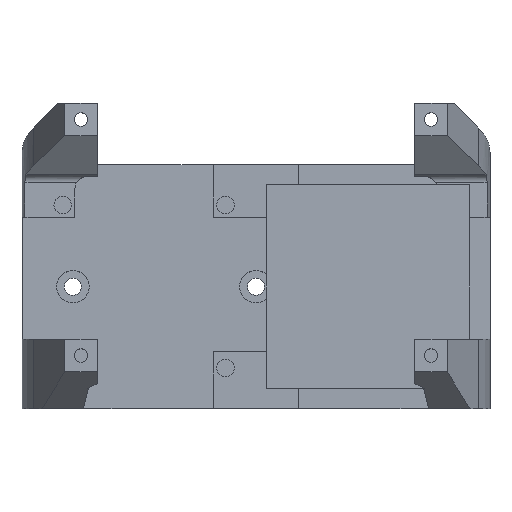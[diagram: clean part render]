
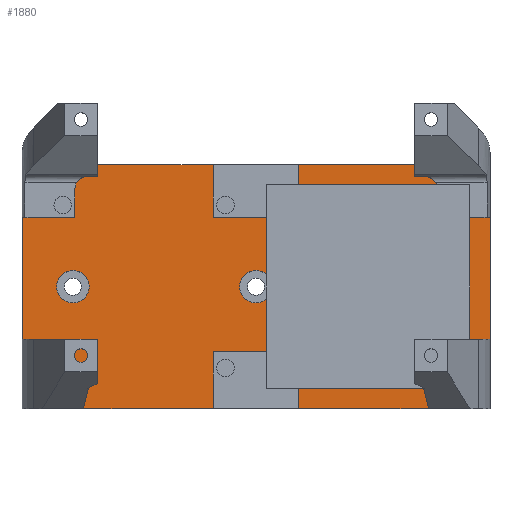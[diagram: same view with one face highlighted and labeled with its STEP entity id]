
A CAD part, top view. The second image highlights one B-rep face of the part: STEP entity #1880.
In plain terms, the highlighted planar face has unit normal (0, 0, 1).
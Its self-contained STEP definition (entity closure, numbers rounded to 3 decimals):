
#67=FACE_BOUND('',#260,.T.);
#68=FACE_BOUND('',#261,.T.);
#69=FACE_BOUND('',#262,.T.);
#90=CIRCLE('',#2003,4.);
#92=CIRCLE('',#2007,4.);
#94=CIRCLE('',#2011,4.);
#96=CIRCLE('',#2015,3.);
#97=CIRCLE('',#2016,3.);
#146=FACE_OUTER_BOUND('',#259,.T.);
#259=EDGE_LOOP('',(#1284,#1285,#1286,#1287,#1288,#1289,#1290,#1291,#1292,
#1293,#1294,#1295,#1296,#1297,#1298,#1299,#1300,#1301,#1302,#1303,#1304,
#1305,#1306,#1307,#1308,#1309,#1310,#1311,#1312,#1313));
#260=EDGE_LOOP('',(#1314));
#261=EDGE_LOOP('',(#1315));
#262=EDGE_LOOP('',(#1316));
#383=LINE('',#2757,#593);
#384=LINE('',#2759,#594);
#385=LINE('',#2761,#595);
#386=LINE('',#2763,#596);
#387=LINE('',#2765,#597);
#388=LINE('',#2767,#598);
#389=LINE('',#2769,#599);
#390=LINE('',#2771,#600);
#391=LINE('',#2773,#601);
#392=LINE('',#2777,#602);
#393=LINE('',#2779,#603);
#394=LINE('',#2781,#604);
#395=LINE('',#2783,#605);
#396=LINE('',#2785,#606);
#397=LINE('',#2787,#607);
#398=LINE('',#2789,#608);
#399=LINE('',#2791,#609);
#400=LINE('',#2793,#610);
#401=LINE('',#2797,#611);
#402=LINE('',#2799,#612);
#403=LINE('',#2801,#613);
#404=LINE('',#2803,#614);
#405=LINE('',#2805,#615);
#406=LINE('',#2807,#616);
#407=LINE('',#2809,#617);
#408=LINE('',#2811,#618);
#409=LINE('',#2813,#619);
#410=LINE('',#2814,#620);
#593=VECTOR('',#2217,10.);
#594=VECTOR('',#2218,10.);
#595=VECTOR('',#2219,10.);
#596=VECTOR('',#2220,10.);
#597=VECTOR('',#2221,10.);
#598=VECTOR('',#2222,10.);
#599=VECTOR('',#2223,10.);
#600=VECTOR('',#2224,10.);
#601=VECTOR('',#2225,10.);
#602=VECTOR('',#2228,10.);
#603=VECTOR('',#2229,10.);
#604=VECTOR('',#2230,10.);
#605=VECTOR('',#2231,10.);
#606=VECTOR('',#2232,10.);
#607=VECTOR('',#2233,10.);
#608=VECTOR('',#2234,10.);
#609=VECTOR('',#2235,10.);
#610=VECTOR('',#2236,10.);
#611=VECTOR('',#2239,10.);
#612=VECTOR('',#2240,10.);
#613=VECTOR('',#2241,10.);
#614=VECTOR('',#2242,10.);
#615=VECTOR('',#2243,10.);
#616=VECTOR('',#2244,10.);
#617=VECTOR('',#2245,10.);
#618=VECTOR('',#2246,10.);
#619=VECTOR('',#2247,10.);
#620=VECTOR('',#2248,10.);
#803=VERTEX_POINT('',#2734);
#805=VERTEX_POINT('',#2741);
#807=VERTEX_POINT('',#2748);
#809=VERTEX_POINT('',#2755);
#810=VERTEX_POINT('',#2756);
#811=VERTEX_POINT('',#2758);
#812=VERTEX_POINT('',#2760);
#813=VERTEX_POINT('',#2762);
#814=VERTEX_POINT('',#2764);
#815=VERTEX_POINT('',#2766);
#816=VERTEX_POINT('',#2768);
#817=VERTEX_POINT('',#2770);
#818=VERTEX_POINT('',#2772);
#819=VERTEX_POINT('',#2774);
#820=VERTEX_POINT('',#2776);
#821=VERTEX_POINT('',#2778);
#822=VERTEX_POINT('',#2780);
#823=VERTEX_POINT('',#2782);
#824=VERTEX_POINT('',#2784);
#825=VERTEX_POINT('',#2786);
#826=VERTEX_POINT('',#2788);
#827=VERTEX_POINT('',#2790);
#828=VERTEX_POINT('',#2792);
#829=VERTEX_POINT('',#2794);
#830=VERTEX_POINT('',#2796);
#831=VERTEX_POINT('',#2798);
#832=VERTEX_POINT('',#2800);
#833=VERTEX_POINT('',#2802);
#834=VERTEX_POINT('',#2804);
#835=VERTEX_POINT('',#2806);
#836=VERTEX_POINT('',#2808);
#837=VERTEX_POINT('',#2810);
#838=VERTEX_POINT('',#2812);
#986=EDGE_CURVE('',#803,#803,#90,.T.);
#989=EDGE_CURVE('',#805,#805,#92,.T.);
#992=EDGE_CURVE('',#807,#807,#94,.T.);
#995=EDGE_CURVE('',#809,#810,#383,.T.);
#996=EDGE_CURVE('',#810,#811,#384,.T.);
#997=EDGE_CURVE('',#811,#812,#385,.T.);
#998=EDGE_CURVE('',#812,#813,#386,.T.);
#999=EDGE_CURVE('',#813,#814,#387,.T.);
#1000=EDGE_CURVE('',#814,#815,#388,.T.);
#1001=EDGE_CURVE('',#815,#816,#389,.T.);
#1002=EDGE_CURVE('',#816,#817,#390,.T.);
#1003=EDGE_CURVE('',#817,#818,#391,.T.);
#1004=EDGE_CURVE('',#818,#819,#96,.T.);
#1005=EDGE_CURVE('',#819,#820,#392,.T.);
#1006=EDGE_CURVE('',#820,#821,#393,.T.);
#1007=EDGE_CURVE('',#821,#822,#394,.T.);
#1008=EDGE_CURVE('',#822,#823,#395,.T.);
#1009=EDGE_CURVE('',#824,#823,#396,.T.);
#1010=EDGE_CURVE('',#825,#824,#397,.T.);
#1011=EDGE_CURVE('',#826,#825,#398,.T.);
#1012=EDGE_CURVE('',#827,#826,#399,.T.);
#1013=EDGE_CURVE('',#828,#827,#400,.T.);
#1014=EDGE_CURVE('',#829,#828,#97,.T.);
#1015=EDGE_CURVE('',#830,#829,#401,.T.);
#1016=EDGE_CURVE('',#831,#830,#402,.T.);
#1017=EDGE_CURVE('',#832,#831,#403,.T.);
#1018=EDGE_CURVE('',#833,#832,#404,.T.);
#1019=EDGE_CURVE('',#834,#833,#405,.T.);
#1020=EDGE_CURVE('',#835,#834,#406,.T.);
#1021=EDGE_CURVE('',#836,#835,#407,.T.);
#1022=EDGE_CURVE('',#837,#836,#408,.T.);
#1023=EDGE_CURVE('',#838,#837,#409,.T.);
#1024=EDGE_CURVE('',#838,#809,#410,.T.);
#1284=ORIENTED_EDGE('',*,*,#995,.T.);
#1285=ORIENTED_EDGE('',*,*,#996,.T.);
#1286=ORIENTED_EDGE('',*,*,#997,.T.);
#1287=ORIENTED_EDGE('',*,*,#998,.T.);
#1288=ORIENTED_EDGE('',*,*,#999,.T.);
#1289=ORIENTED_EDGE('',*,*,#1000,.T.);
#1290=ORIENTED_EDGE('',*,*,#1001,.T.);
#1291=ORIENTED_EDGE('',*,*,#1002,.T.);
#1292=ORIENTED_EDGE('',*,*,#1003,.T.);
#1293=ORIENTED_EDGE('',*,*,#1004,.T.);
#1294=ORIENTED_EDGE('',*,*,#1005,.T.);
#1295=ORIENTED_EDGE('',*,*,#1006,.T.);
#1296=ORIENTED_EDGE('',*,*,#1007,.T.);
#1297=ORIENTED_EDGE('',*,*,#1008,.T.);
#1298=ORIENTED_EDGE('',*,*,#1009,.F.);
#1299=ORIENTED_EDGE('',*,*,#1010,.F.);
#1300=ORIENTED_EDGE('',*,*,#1011,.F.);
#1301=ORIENTED_EDGE('',*,*,#1012,.F.);
#1302=ORIENTED_EDGE('',*,*,#1013,.F.);
#1303=ORIENTED_EDGE('',*,*,#1014,.F.);
#1304=ORIENTED_EDGE('',*,*,#1015,.F.);
#1305=ORIENTED_EDGE('',*,*,#1016,.F.);
#1306=ORIENTED_EDGE('',*,*,#1017,.F.);
#1307=ORIENTED_EDGE('',*,*,#1018,.F.);
#1308=ORIENTED_EDGE('',*,*,#1019,.F.);
#1309=ORIENTED_EDGE('',*,*,#1020,.F.);
#1310=ORIENTED_EDGE('',*,*,#1021,.F.);
#1311=ORIENTED_EDGE('',*,*,#1022,.F.);
#1312=ORIENTED_EDGE('',*,*,#1023,.F.);
#1313=ORIENTED_EDGE('',*,*,#1024,.T.);
#1314=ORIENTED_EDGE('',*,*,#992,.T.);
#1315=ORIENTED_EDGE('',*,*,#989,.T.);
#1316=ORIENTED_EDGE('',*,*,#986,.T.);
#1799=PLANE('',#2014);
#1880=ADVANCED_FACE('',(#146,#67,#68,#69),#1799,.T.);
#2003=AXIS2_PLACEMENT_3D('',#2735,#2190,#2191);
#2007=AXIS2_PLACEMENT_3D('',#2742,#2199,#2200);
#2011=AXIS2_PLACEMENT_3D('',#2749,#2208,#2209);
#2014=AXIS2_PLACEMENT_3D('',#2754,#2215,#2216);
#2015=AXIS2_PLACEMENT_3D('',#2775,#2226,#2227);
#2016=AXIS2_PLACEMENT_3D('',#2795,#2237,#2238);
#2190=DIRECTION('center_axis',(0.,0.,-1.));
#2191=DIRECTION('ref_axis',(-1.,0.,0.));
#2199=DIRECTION('center_axis',(0.,0.,-1.));
#2200=DIRECTION('ref_axis',(-1.,0.,0.));
#2208=DIRECTION('center_axis',(0.,0.,-1.));
#2209=DIRECTION('ref_axis',(-1.,0.,0.));
#2215=DIRECTION('center_axis',(0.,0.,1.));
#2216=DIRECTION('ref_axis',(1.,0.,0.));
#2217=DIRECTION('',(0.,-1.,0.));
#2218=DIRECTION('',(1.,0.,0.));
#2219=DIRECTION('',(0.,1.,0.));
#2220=DIRECTION('',(1.,0.,0.));
#2221=DIRECTION('',(0.,1.,0.));
#2222=DIRECTION('',(1.,0.,0.));
#2223=DIRECTION('',(0.,1.,0.));
#2224=DIRECTION('',(-1.,0.,0.));
#2225=DIRECTION('',(0.,1.,0.));
#2226=DIRECTION('center_axis',(0.,0.,1.));
#2227=DIRECTION('ref_axis',(0.707,0.707,0.));
#2228=DIRECTION('',(-1.,0.,0.));
#2229=DIRECTION('',(0.,1.,0.));
#2230=DIRECTION('',(-1.,0.,0.));
#2231=DIRECTION('',(0.,-1.,0.));
#2232=DIRECTION('',(1.,0.,0.));
#2233=DIRECTION('',(0.,-1.,0.));
#2234=DIRECTION('',(1.,0.,0.));
#2235=DIRECTION('',(0.,1.,0.));
#2236=DIRECTION('',(1.,0.,0.));
#2237=DIRECTION('center_axis',(0.,0.,-1.));
#2238=DIRECTION('ref_axis',(-0.707,0.707,0.));
#2239=DIRECTION('',(0.,1.,0.));
#2240=DIRECTION('',(1.,0.,0.));
#2241=DIRECTION('',(0.,1.,0.));
#2242=DIRECTION('',(-1.,0.,0.));
#2243=DIRECTION('',(0.,1.,0.));
#2244=DIRECTION('',(-1.,0.,0.));
#2245=DIRECTION('',(0.,1.,0.));
#2246=DIRECTION('',(-1.,0.,0.));
#2247=DIRECTION('',(0.,-1.,0.));
#2248=DIRECTION('',(1.,0.,0.));
#2734=CARTESIAN_POINT('',(49.,-30.,0.));
#2735=CARTESIAN_POINT('Origin',(45.,-30.,0.));
#2741=CARTESIAN_POINT('',(4.,-30.,0.));
#2742=CARTESIAN_POINT('Origin',(0.,-30.,0.));
#2748=CARTESIAN_POINT('',(-41.,-30.,0.));
#2749=CARTESIAN_POINT('Origin',(-45.,-30.,0.));
#2754=CARTESIAN_POINT('Origin',(28.75,-30.,0.));
#2755=CARTESIAN_POINT('',(10.5,-46.,0.));
#2756=CARTESIAN_POINT('',(10.5,-60.,0.));
#2757=CARTESIAN_POINT('',(10.5,-45.,0.));
#2758=CARTESIAN_POINT('',(44.5,-60.,0.));
#2759=CARTESIAN_POINT('',(-57.5,-60.,0.));
#2760=CARTESIAN_POINT('',(44.5,-47.,0.));
#2761=CARTESIAN_POINT('',(44.5,-38.5,0.));
#2762=CARTESIAN_POINT('',(53.5,-47.,0.));
#2763=CARTESIAN_POINT('',(43.125,-47.,0.));
#2764=CARTESIAN_POINT('',(53.5,-43.,0.));
#2765=CARTESIAN_POINT('',(53.5,-38.5,0.));
#2766=CARTESIAN_POINT('',(57.5,-43.,0.));
#2767=CARTESIAN_POINT('',(41.125,-43.,0.));
#2768=CARTESIAN_POINT('',(57.5,-13.,0.));
#2769=CARTESIAN_POINT('',(57.5,-60.,0.));
#2770=CARTESIAN_POINT('',(44.5,-13.,0.));
#2771=CARTESIAN_POINT('',(36.625,-13.,0.));
#2772=CARTESIAN_POINT('',(44.5,-6.,0.));
#2773=CARTESIAN_POINT('',(44.5,-15.,0.));
#2774=CARTESIAN_POINT('',(41.5,-3.,0.));
#2775=CARTESIAN_POINT('Origin',(41.5,-6.,0.));
#2776=CARTESIAN_POINT('',(39.,-3.,0.));
#2777=CARTESIAN_POINT('',(36.625,-3.,0.));
#2778=CARTESIAN_POINT('',(39.,0.,0.));
#2779=CARTESIAN_POINT('',(39.,-15.75,0.));
#2780=CARTESIAN_POINT('',(10.5,0.,0.));
#2781=CARTESIAN_POINT('',(57.5,0.,0.));
#2782=CARTESIAN_POINT('',(10.5,-13.,0.));
#2783=CARTESIAN_POINT('',(10.5,-21.5,0.));
#2784=CARTESIAN_POINT('',(-10.5,-13.,0.));
#2785=CARTESIAN_POINT('',(-14.375,-13.,0.));
#2786=CARTESIAN_POINT('',(-10.5,0.,0.));
#2787=CARTESIAN_POINT('',(-10.5,-21.5,0.));
#2788=CARTESIAN_POINT('',(-39.,0.,0.));
#2789=CARTESIAN_POINT('',(-57.5,0.,0.));
#2790=CARTESIAN_POINT('',(-39.,-3.,0.));
#2791=CARTESIAN_POINT('',(-39.,-15.75,0.));
#2792=CARTESIAN_POINT('',(-41.5,-3.,0.));
#2793=CARTESIAN_POINT('',(-36.625,-3.,0.));
#2794=CARTESIAN_POINT('',(-44.5,-6.,0.));
#2795=CARTESIAN_POINT('Origin',(-41.5,-6.,0.));
#2796=CARTESIAN_POINT('',(-44.5,-13.,0.));
#2797=CARTESIAN_POINT('',(-44.5,-15.,0.));
#2798=CARTESIAN_POINT('',(-57.5,-13.,0.));
#2799=CARTESIAN_POINT('',(-36.625,-13.,0.));
#2800=CARTESIAN_POINT('',(-57.5,-43.,0.));
#2801=CARTESIAN_POINT('',(-57.5,-60.,0.));
#2802=CARTESIAN_POINT('',(-53.5,-43.,0.));
#2803=CARTESIAN_POINT('',(-41.125,-43.,0.));
#2804=CARTESIAN_POINT('',(-53.5,-47.,0.));
#2805=CARTESIAN_POINT('',(-53.5,-38.5,0.));
#2806=CARTESIAN_POINT('',(-44.5,-47.,0.));
#2807=CARTESIAN_POINT('',(-43.125,-47.,0.));
#2808=CARTESIAN_POINT('',(-44.5,-60.,0.));
#2809=CARTESIAN_POINT('',(-44.5,-38.5,0.));
#2810=CARTESIAN_POINT('',(-10.5,-60.,0.));
#2811=CARTESIAN_POINT('',(57.5,-60.,0.));
#2812=CARTESIAN_POINT('',(-10.5,-46.,0.));
#2813=CARTESIAN_POINT('',(-10.5,-45.,0.));
#2814=CARTESIAN_POINT('',(19.625,-46.,0.));
